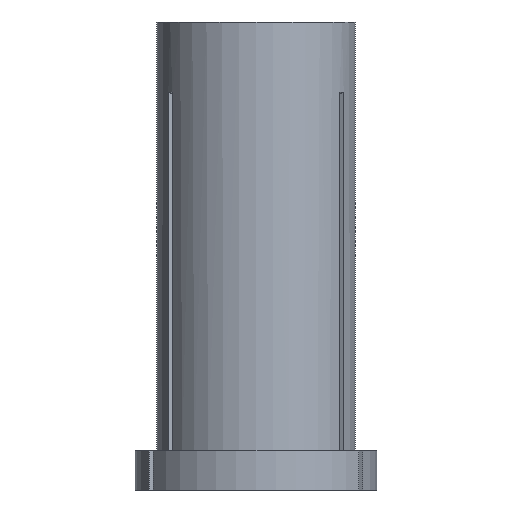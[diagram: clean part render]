
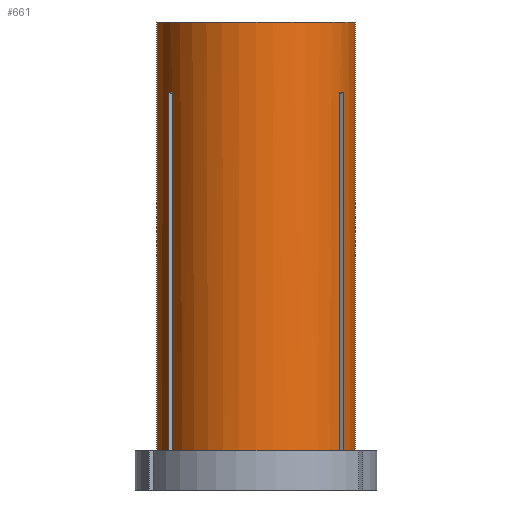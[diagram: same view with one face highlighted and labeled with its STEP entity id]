
A CAD part, front view. The second image highlights one B-rep face of the part: STEP entity #661.
In plain terms, the highlighted cylindrical face has radius 12.7 mm (diameter 25.4 mm), a partial arc.
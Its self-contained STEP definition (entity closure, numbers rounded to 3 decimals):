
#35 = CARTESIAN_POINT ( 'NONE',  ( -10.74, -6.778, -9.003 ) ) ;
#42 = DIRECTION ( 'NONE',  ( 0., 0., 1. ) ) ;
#53 = ORIENTED_EDGE ( 'NONE', *, *, #1007, .T. ) ;
#54 = CARTESIAN_POINT ( 'NONE',  ( -12.7, 0., 0. ) ) ;
#62 = CARTESIAN_POINT ( 'NONE',  ( -10.74, -6.778, 0. ) ) ;
#67 = CARTESIAN_POINT ( 'NONE',  ( -10.74, -6.778, -55. ) ) ;
#71 = CARTESIAN_POINT ( 'NONE',  ( -12.7, 0., 0. ) ) ;
#90 = CARTESIAN_POINT ( 'NONE',  ( -10.74, -6.778, -9.003 ) ) ;
#115 = CARTESIAN_POINT ( 'NONE',  ( 11.24, -5.912, -9.003 ) ) ;
#119 = CARTESIAN_POINT ( 'NONE',  ( -11.24, -5.912, -55. ) ) ;
#127 = CARTESIAN_POINT ( 'NONE',  ( 10.74, -6.778, -9.003 ) ) ;
#131 = VERTEX_POINT ( 'NONE', #1321 ) ;
#138 = ORIENTED_EDGE ( 'NONE', *, *, #1172, .F. ) ;
#144 = VECTOR ( 'NONE', #258, 1000. ) ;
#163 = CYLINDRICAL_SURFACE ( 'NONE', #761, 12.7 ) ;
#167 = VERTEX_POINT ( 'NONE', #331 ) ;
#197 = VERTEX_POINT ( 'NONE', #1314 ) ;
#231 = VERTEX_POINT ( 'NONE', #119 ) ;
#238 = VERTEX_POINT ( 'NONE', #324 ) ;
#243 = DIRECTION ( 'NONE',  ( 0., 0., 1. ) ) ;
#258 = DIRECTION ( 'NONE',  ( 0., 0., 1. ) ) ;
#268 = EDGE_LOOP ( 'NONE', ( #138, #53, #495, #856, #1021, #1168, #893, #294, #408, #330, #1113, #508 ) ) ;
#288 = VECTOR ( 'NONE', #1330, 1000. ) ;
#291 = EDGE_CURVE ( 'NONE', #415, #993, #622, .T. ) ;
#294 = ORIENTED_EDGE ( 'NONE', *, *, #935, .T. ) ;
#300 = CARTESIAN_POINT ( 'NONE',  ( 10.74, -6.778, -55. ) ) ;
#303 = AXIS2_PLACEMENT_3D ( 'NONE', #375, #1141, #1133 ) ;
#324 = CARTESIAN_POINT ( 'NONE',  ( 10.74, -6.778, -9.003 ) ) ;
#330 = ORIENTED_EDGE ( 'NONE', *, *, #631, .T. ) ;
#331 = CARTESIAN_POINT ( 'NONE',  ( 12.7, 0., 0. ) ) ;
#349 = CARTESIAN_POINT ( 'NONE',  ( -11.24, -5.912, 0. ) ) ;
#362 = DIRECTION ( 'NONE',  ( 0., 0., 1. ) ) ;
#373 = VECTOR ( 'NONE', #950, 1000. ) ;
#375 = CARTESIAN_POINT ( 'NONE',  ( 0., 0., 0. ) ) ;
#393 = EDGE_CURVE ( 'NONE', #1023, #167, #1107, .T. ) ;
#407 = FACE_OUTER_BOUND ( 'NONE', #268, .T. ) ;
#408 = ORIENTED_EDGE ( 'NONE', *, *, #1360, .F. ) ;
#415 = VERTEX_POINT ( 'NONE', #67 ) ;
#439 = CIRCLE ( 'NONE', #677, 12.7 ) ;
#475 = CARTESIAN_POINT ( 'NONE',  ( 10.74, -6.778, 0. ) ) ;
#485 = LINE ( 'NONE', #695, #909 ) ;
#488 = CARTESIAN_POINT ( 'NONE',  ( 0., 0., -55. ) ) ;
#495 = ORIENTED_EDGE ( 'NONE', *, *, #1059, .T. ) ;
#508 = ORIENTED_EDGE ( 'NONE', *, *, #393, .F. ) ;
#523 = CARTESIAN_POINT ( 'NONE',  ( 11.24, -5.912, 0. ) ) ;
#545 = EDGE_CURVE ( 'NONE', #415, #1348, #994, .T. ) ;
#575 = EDGE_CURVE ( 'NONE', #1348, #238, #702, .T. ) ;
#576 = LINE ( 'NONE', #349, #1112 ) ;
#622 = LINE ( 'NONE', #62, #288 ) ;
#631 = EDGE_CURVE ( 'NONE', #131, #197, #1292, .T. ) ;
#661 = ADVANCED_FACE ( 'NONE', ( #407 ), #163, .T. ) ;
#664 = VERTEX_POINT ( 'NONE', #1146 ) ;
#677 = AXIS2_PLACEMENT_3D ( 'NONE', #779, #42, #991 ) ;
#688 = VERTEX_POINT ( 'NONE', #1162 ) ;
#695 = CARTESIAN_POINT ( 'NONE',  ( 12.7, 0., 0. ) ) ;
#702 = LINE ( 'NONE', #475, #144 ) ;
#742 = CARTESIAN_POINT ( 'NONE',  ( -10.829, -6.637, -9.001 ) ) ;
#761 = AXIS2_PLACEMENT_3D ( 'NONE', #1123, #798, #1140 ) ;
#768 = B_SPLINE_CURVE_WITH_KNOTS ( 'NONE', 3,
 ( #841, #832, #951, #742, #90 ),
 .UNSPECIFIED., .F., .F.,
 ( 4, 1, 4 ),
 ( 0.063, 0.063, 0.064 ),
 .UNSPECIFIED. ) ;
#778 = EDGE_CURVE ( 'NONE', #688, #993, #768, .T. ) ;
#779 = CARTESIAN_POINT ( 'NONE',  ( 0., 0., -55. ) ) ;
#798 = DIRECTION ( 'NONE',  ( 0., 0., 1. ) ) ;
#815 = CARTESIAN_POINT ( 'NONE',  ( 0., 0., -55. ) ) ;
#827 = LINE ( 'NONE', #523, #373 ) ;
#832 = CARTESIAN_POINT ( 'NONE',  ( -11.162, -6.06, -9.001 ) ) ;
#841 = CARTESIAN_POINT ( 'NONE',  ( -11.24, -5.912, -9.003 ) ) ;
#856 = ORIENTED_EDGE ( 'NONE', *, *, #778, .T. ) ;
#857 = AXIS2_PLACEMENT_3D ( 'NONE', #488, #1248, #1020 ) ;
#893 = ORIENTED_EDGE ( 'NONE', *, *, #575, .T. ) ;
#909 = VECTOR ( 'NONE', #1137, 1000. ) ;
#935 = EDGE_CURVE ( 'NONE', #238, #664, #976, .T. ) ;
#950 = DIRECTION ( 'NONE',  ( 0., 0., 1. ) ) ;
#951 = CARTESIAN_POINT ( 'NONE',  ( -11.001, -6.353, -8.999 ) ) ;
#957 = CARTESIAN_POINT ( 'NONE',  ( 11.083, -6.204, -9. ) ) ;
#963 = CARTESIAN_POINT ( 'NONE',  ( 11.163, -6.059, -9.001 ) ) ;
#976 = B_SPLINE_CURVE_WITH_KNOTS ( 'NONE', 3,
 ( #127, #1211, #1290, #957, #963, #115 ),
 .UNSPECIFIED., .F., .F.,
 ( 4, 2, 4 ),
 ( 0.07, 0.07, 0.071 ),
 .UNSPECIFIED. ) ;
#991 = DIRECTION ( 'NONE',  ( 1., 0., 0. ) ) ;
#993 = VERTEX_POINT ( 'NONE', #35 ) ;
#994 = CIRCLE ( 'NONE', #1105, 12.7 ) ;
#1007 = EDGE_CURVE ( 'NONE', #1332, #231, #439, .T. ) ;
#1012 = VECTOR ( 'NONE', #362, 1000. ) ;
#1020 = DIRECTION ( 'NONE',  ( 1., 0., 0. ) ) ;
#1021 = ORIENTED_EDGE ( 'NONE', *, *, #291, .F. ) ;
#1023 = VERTEX_POINT ( 'NONE', #54 ) ;
#1048 = DIRECTION ( 'NONE',  ( 1., 0., 0. ) ) ;
#1059 = EDGE_CURVE ( 'NONE', #231, #688, #576, .T. ) ;
#1105 = AXIS2_PLACEMENT_3D ( 'NONE', #815, #1151, #1048 ) ;
#1107 = CIRCLE ( 'NONE', #303, 12.7 ) ;
#1112 = VECTOR ( 'NONE', #243, 1000. ) ;
#1113 = ORIENTED_EDGE ( 'NONE', *, *, #1194, .T. ) ;
#1123 = CARTESIAN_POINT ( 'NONE',  ( 0., 0., 0. ) ) ;
#1133 = DIRECTION ( 'NONE',  ( 1., 0., 0. ) ) ;
#1137 = DIRECTION ( 'NONE',  ( 0., 0., 1. ) ) ;
#1140 = DIRECTION ( 'NONE',  ( 1., 0., 0. ) ) ;
#1141 = DIRECTION ( 'NONE',  ( 0., 0., 1. ) ) ;
#1146 = CARTESIAN_POINT ( 'NONE',  ( 11.24, -5.912, -9.003 ) ) ;
#1151 = DIRECTION ( 'NONE',  ( 0., 0., 1. ) ) ;
#1162 = CARTESIAN_POINT ( 'NONE',  ( -11.24, -5.912, -9.003 ) ) ;
#1168 = ORIENTED_EDGE ( 'NONE', *, *, #545, .T. ) ;
#1172 = EDGE_CURVE ( 'NONE', #1332, #1023, #1356, .T. ) ;
#1194 = EDGE_CURVE ( 'NONE', #197, #167, #485, .T. ) ;
#1211 = CARTESIAN_POINT ( 'NONE',  ( 10.829, -6.636, -9.001 ) ) ;
#1248 = DIRECTION ( 'NONE',  ( 0., 0., 1. ) ) ;
#1284 = CARTESIAN_POINT ( 'NONE',  ( -12.7, 0., -55. ) ) ;
#1290 = CARTESIAN_POINT ( 'NONE',  ( 10.916, -6.493, -9. ) ) ;
#1292 = CIRCLE ( 'NONE', #857, 12.7 ) ;
#1314 = CARTESIAN_POINT ( 'NONE',  ( 12.7, 0., -55. ) ) ;
#1321 = CARTESIAN_POINT ( 'NONE',  ( 11.24, -5.912, -55. ) ) ;
#1330 = DIRECTION ( 'NONE',  ( 0., 0., 1. ) ) ;
#1332 = VERTEX_POINT ( 'NONE', #1284 ) ;
#1348 = VERTEX_POINT ( 'NONE', #300 ) ;
#1356 = LINE ( 'NONE', #71, #1012 ) ;
#1360 = EDGE_CURVE ( 'NONE', #131, #664, #827, .T. ) ;
